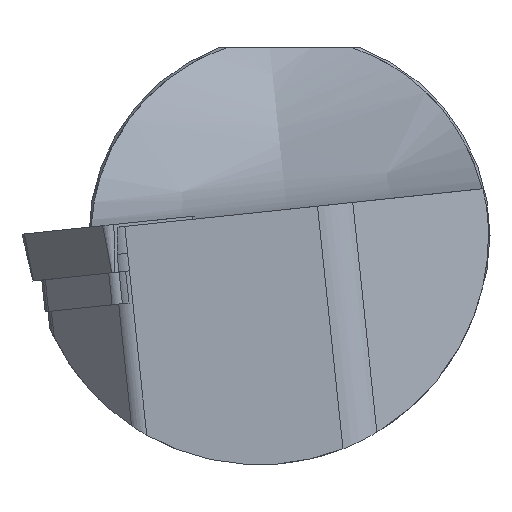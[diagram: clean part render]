
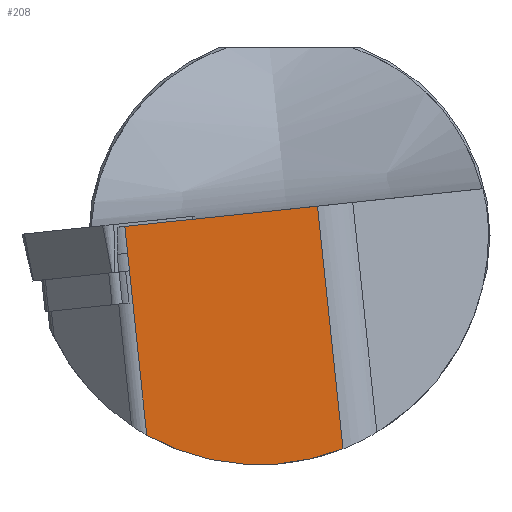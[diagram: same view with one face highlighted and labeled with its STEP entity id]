
A CAD part, left-side view. The second image highlights one B-rep face of the part: STEP entity #208.
In plain terms, the highlighted planar face has unit normal (-1, 0, 0).
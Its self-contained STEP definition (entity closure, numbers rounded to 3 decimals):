
#176=B_SPLINE_CURVE_WITH_KNOTS('',3,(#1823,#1824,#1825,#1826,#1827,#1828,
#1829),.UNSPECIFIED.,.F.,.F.,(4,3,4),(0.,0.775,1.),
 .UNSPECIFIED.);
#208=ADVANCED_FACE('',(#283),#248,.F.);
#248=PLANE('',#1041);
#283=FACE_OUTER_BOUND('',#334,.T.);
#334=EDGE_LOOP('',(#594,#595,#596,#597));
#390=LINE('',#2163,#452);
#391=LINE('',#2170,#453);
#452=VECTOR('',#1183,1.);
#453=VECTOR('',#1186,1.);
#594=ORIENTED_EDGE('',*,*,#912,.T.);
#595=ORIENTED_EDGE('',*,*,#900,.T.);
#596=ORIENTED_EDGE('',*,*,#914,.F.);
#597=ORIENTED_EDGE('',*,*,#915,.T.);
#799=VERTEX_POINT('',#1822);
#800=VERTEX_POINT('',#1830);
#809=VERTEX_POINT('',#2164);
#810=VERTEX_POINT('',#2171);
#900=EDGE_CURVE('',#800,#799,#176,.T.);
#912=EDGE_CURVE('',#809,#800,#390,.T.);
#914=EDGE_CURVE('',#810,#799,#391,.T.);
#915=EDGE_CURVE('',#810,#809,#988,.T.);
#988=CIRCLE('',#1040,22.85);
#1040=AXIS2_PLACEMENT_3D('',#2172,#1187,#1188);
#1041=AXIS2_PLACEMENT_3D('',#2173,#1189,#1190);
#1183=DIRECTION('',(0.,0.105,0.995));
#1186=DIRECTION('',(0.,0.105,0.995));
#1187=DIRECTION('',(-1.,0.,0.));
#1188=DIRECTION('',(0.,-1.,0.));
#1189=DIRECTION('',(1.,0.,0.));
#1190=DIRECTION('',(0.,-1.,0.));
#1822=CARTESIAN_POINT('',(0.8,16.416,0.908));
#1823=CARTESIAN_POINT('',(0.8,-2.796,2.93));
#1824=CARTESIAN_POINT('',(0.8,2.164,2.408));
#1825=CARTESIAN_POINT('',(0.8,7.124,1.887));
#1826=CARTESIAN_POINT('',(0.8,12.084,1.364));
#1827=CARTESIAN_POINT('',(0.8,13.528,1.212));
#1828=CARTESIAN_POINT('',(0.8,14.972,1.06));
#1829=CARTESIAN_POINT('',(0.8,16.416,0.908));
#1830=CARTESIAN_POINT('',(0.8,-2.796,2.93));
#2163=CARTESIAN_POINT('',(0.8,48.417,490.189));
#2164=CARTESIAN_POINT('',(0.8,-5.34,-21.274));
#2170=CARTESIAN_POINT('',(0.8,67.629,488.17));
#2171=CARTESIAN_POINT('',(0.8,14.229,-19.901));
#2172=CARTESIAN_POINT('',(0.8,3.,0.));
#2173=CARTESIAN_POINT('',(0.8,48.417,490.189));
